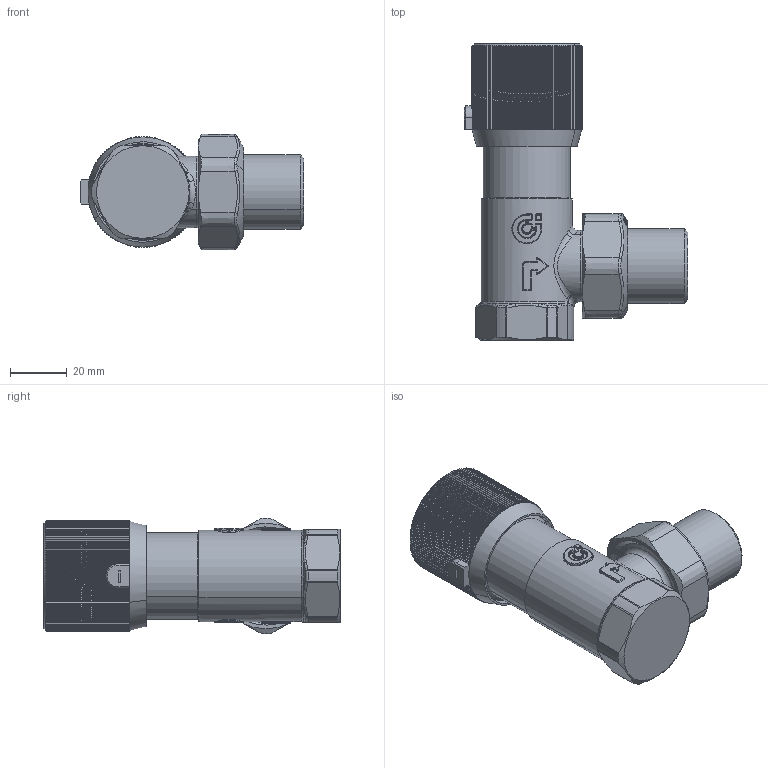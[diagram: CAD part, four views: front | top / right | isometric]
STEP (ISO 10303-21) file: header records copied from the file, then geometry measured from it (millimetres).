
FILE_DESCRIPTION(('CATIA V5 STEP Exchange'),'2;1');
FILE_NAME('STEP_519504_-_TST.stp','2017-09-11T06:11:04+00:00',('none'),('none'),'CATIA Version 5-6 Release 2014 SP5','CATIA V5 STEP AP203','none');
FILE_SCHEMA(('CONFIG_CONTROL_DESIGN'));
Products named in the file (1): 519504 - TST
Bounding box: 78.5 x 104 x 40.67 mm (x, y, z)
Volume: 126902.8 mm3; surface area: 21065.4 mm2
Topology: 1 solids, 1 shells, 1797 faces, 4609 edges, 2714 vertices
Faces by surface type: plane 608, bspline 603, cylinder 385, sphere 118, cone 57, torus 26
Entity records: 84258 total; most frequent: CARTESIAN_POINT 49446, ORIENTED_EDGE 8978, EDGE_CURVE 4489, DIRECTION 4030, VERTEX_POINT 2714, B_SPLINE_CURVE_WITH_KNOTS 2171, AXIS2_PLACEMENT_3D 1818, EDGE_LOOP 1817
